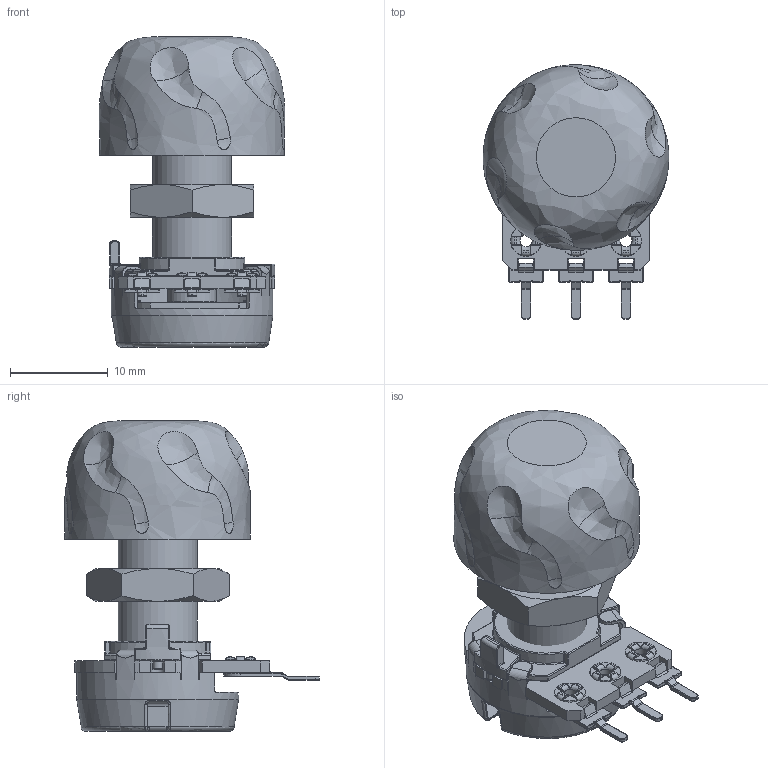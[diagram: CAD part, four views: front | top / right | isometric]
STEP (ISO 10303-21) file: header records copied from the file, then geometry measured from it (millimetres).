
FILE_DESCRIPTION(/* description */ (''),/* implementation_level */ '2;1');
FILE_NAME(/* name */ '3ae46b09-7c02-4659-a786-c7a4d55053a5.stp',/* time_stamp */ '2017-09-28T23:47:02+00:00',/* author */ (''),/* organization */ (''),/* preprocessor_version */ 'ST-DEVELOPER v16.13',/* originating_system */ 'Autodesk Translation Framework v6.5.0.72',/* authorisation */ '');
FILE_SCHEMA (('AUTOMOTIVE_DESIGN { 1 0 10303 214 3 1 1 }'));
Products named in the file (12): Knob v4;  Potentiometers v1; pcb board; base metal; rotating rod metal; pin; sheild metal; plastic base; Void; 91947A130; Knob-V3 v3; Component1
Assembly tree (13 placements, depth 3):
  Knob v4
     Potentiometers v1
      pcb board
      base metal
      rotating rod metal
      pin  x3
      sheild metal
      plastic base
    Void
    91947A130
    Knob-V3 v3
      Component1
Bounding box: 19.02 x 26.06 x 31.8 mm (x, y, z)
Volume: 5406.3 mm3; surface area: 5838.4 mm2
Topology: 11 solids, 11 shells, 1244 faces, 3074 edges, 1792 vertices
Faces by surface type: cylinder 425, plane 303, bspline 234, torus 203, sphere 60, cone 19
Full cylindrical faces by diameter (mm): 1 x4, 1.25 x3, 1.8 x6, 2 x2, 4 x2, 5 x1, 5.941 x8, 6 x2, 6.3 x1, 6.35 x2, 6.8 x6, 7.938 x1, 8.103 x1, 15.9 x1, 16.6 x1
Entity records: 40908 total; most frequent: CARTESIAN_POINT 19576, ORIENTED_EDGE 4480, DIRECTION 4458, EDGE_CURVE 2240, AXIS2_PLACEMENT_3D 1832, VERTEX_POINT 1346, CIRCLE 984, EDGE_LOOP 958
